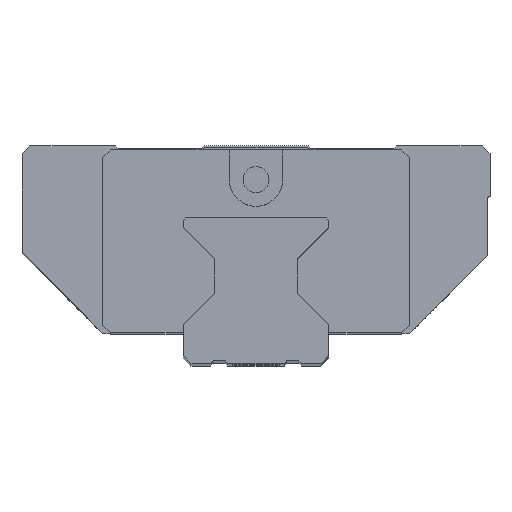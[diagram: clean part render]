
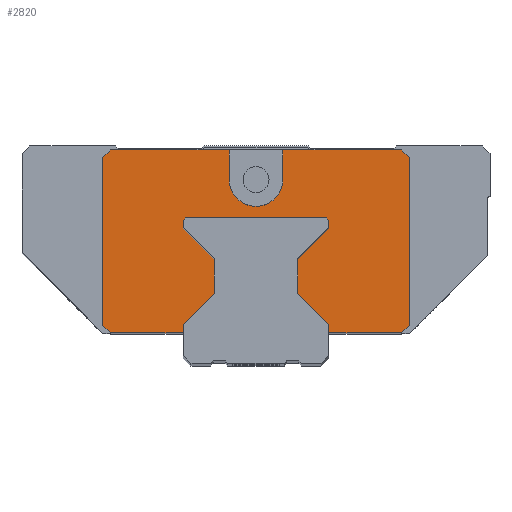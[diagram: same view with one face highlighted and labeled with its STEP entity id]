
A CAD part, top view. The second image highlights one B-rep face of the part: STEP entity #2820.
In plain terms, the highlighted planar face has unit normal (0, 0, 1).
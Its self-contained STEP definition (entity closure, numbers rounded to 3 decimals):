
#445=DIRECTION('',(0.,-1.,0.));
#446=VECTOR('',#445,5.7);
#447=CARTESIAN_POINT('',(-5.15,41.2,65.9));
#448=LINE('',#447,#446);
#449=CARTESIAN_POINT('',(0.,35.5,65.9));
#450=DIRECTION('',(0.,0.,1.));
#451=DIRECTION('',(-1.,0.,0.));
#452=AXIS2_PLACEMENT_3D('',#449,#450,#451);
#454=DIRECTION('',(0.,-1.,0.));
#455=VECTOR('',#454,5.7);
#456=CARTESIAN_POINT('',(5.15,41.2,65.9));
#457=LINE('',#456,#455);
#458=DIRECTION('',(-0.707,0.707,0.));
#459=VECTOR('',#458,2.121);
#460=CARTESIAN_POINT('',(29.5,39.7,65.9));
#461=LINE('',#460,#459);
#462=DIRECTION('',(0.,1.,0.));
#463=VECTOR('',#462,32.2);
#464=CARTESIAN_POINT('',(29.5,7.5,65.9));
#465=LINE('',#464,#463);
#466=DIRECTION('',(0.707,0.707,0.));
#467=VECTOR('',#466,2.121);
#468=CARTESIAN_POINT('',(28.,6.,65.9));
#469=LINE('',#468,#467);
#470=DIRECTION('',(1.,0.,0.));
#471=VECTOR('',#470,14.);
#472=CARTESIAN_POINT('',(14.,6.,65.9));
#473=LINE('',#472,#471);
#474=DIRECTION('',(0.,-1.,0.));
#475=VECTOR('',#474,1.5);
#476=CARTESIAN_POINT('',(14.,7.5,65.9));
#477=LINE('',#476,#475);
#478=DIRECTION('',(0.707,-0.707,0.));
#479=VECTOR('',#478,8.485);
#480=CARTESIAN_POINT('',(8.,13.5,65.9));
#481=LINE('',#480,#479);
#482=DIRECTION('',(0.,-1.,0.));
#483=VECTOR('',#482,6.6);
#484=CARTESIAN_POINT('',(8.,20.1,65.9));
#485=LINE('',#484,#483);
#486=DIRECTION('',(-0.707,-0.707,0.));
#487=VECTOR('',#486,8.485);
#488=CARTESIAN_POINT('',(14.,26.1,65.9));
#489=LINE('',#488,#487);
#490=DIRECTION('',(0.,-1.,0.));
#491=VECTOR('',#490,1.4);
#492=CARTESIAN_POINT('',(14.,27.5,65.9));
#493=LINE('',#492,#491);
#494=DIRECTION('',(0.707,-0.707,0.));
#495=VECTOR('',#494,0.707);
#496=CARTESIAN_POINT('',(13.5,28.,65.9));
#497=LINE('',#496,#495);
#498=DIRECTION('',(1.,0.,0.));
#499=VECTOR('',#498,27.);
#500=CARTESIAN_POINT('',(-13.5,28.,65.9));
#501=LINE('',#500,#499);
#502=DIRECTION('',(0.707,0.707,0.));
#503=VECTOR('',#502,0.707);
#504=CARTESIAN_POINT('',(-14.,27.5,65.9));
#505=LINE('',#504,#503);
#506=DIRECTION('',(0.,1.,0.));
#507=VECTOR('',#506,1.4);
#508=CARTESIAN_POINT('',(-14.,26.1,65.9));
#509=LINE('',#508,#507);
#510=DIRECTION('',(-0.707,0.707,0.));
#511=VECTOR('',#510,8.485);
#512=CARTESIAN_POINT('',(-8.,20.1,65.9));
#513=LINE('',#512,#511);
#514=DIRECTION('',(0.,1.,0.));
#515=VECTOR('',#514,6.6);
#516=CARTESIAN_POINT('',(-8.,13.5,65.9));
#517=LINE('',#516,#515);
#518=DIRECTION('',(0.707,0.707,0.));
#519=VECTOR('',#518,8.485);
#520=CARTESIAN_POINT('',(-14.,7.5,65.9));
#521=LINE('',#520,#519);
#522=DIRECTION('',(0.,1.,0.));
#523=VECTOR('',#522,1.5);
#524=CARTESIAN_POINT('',(-14.,6.,65.9));
#525=LINE('',#524,#523);
#526=DIRECTION('',(1.,0.,0.));
#527=VECTOR('',#526,14.);
#528=CARTESIAN_POINT('',(-28.,6.,65.9));
#529=LINE('',#528,#527);
#530=DIRECTION('',(0.707,-0.707,0.));
#531=VECTOR('',#530,2.121);
#532=CARTESIAN_POINT('',(-29.5,7.5,65.9));
#533=LINE('',#532,#531);
#534=DIRECTION('',(0.,-1.,0.));
#535=VECTOR('',#534,32.2);
#536=CARTESIAN_POINT('',(-29.5,39.7,65.9));
#537=LINE('',#536,#535);
#538=DIRECTION('',(-0.707,-0.707,0.));
#539=VECTOR('',#538,2.121);
#540=CARTESIAN_POINT('',(-28.,41.2,65.9));
#541=LINE('',#540,#539);
#550=DIRECTION('',(-1.,0.,0.));
#551=VECTOR('',#550,22.85);
#552=CARTESIAN_POINT('',(-5.15,41.2,65.9));
#553=LINE('',#552,#551);
#570=DIRECTION('',(-1.,0.,0.));
#571=VECTOR('',#570,22.85);
#572=CARTESIAN_POINT('',(28.,41.2,65.9));
#573=LINE('',#572,#571);
#1733=CARTESIAN_POINT('',(-29.5,7.5,65.9));
#1734=CARTESIAN_POINT('',(-28.,6.,65.9));
#1735=VERTEX_POINT('',#1733);
#1736=VERTEX_POINT('',#1734);
#1737=CARTESIAN_POINT('',(-14.,6.,65.9));
#1738=VERTEX_POINT('',#1737);
#1739=CARTESIAN_POINT('',(-14.,7.5,65.9));
#1740=VERTEX_POINT('',#1739);
#1741=CARTESIAN_POINT('',(-8.,13.5,65.9));
#1742=VERTEX_POINT('',#1741);
#1743=CARTESIAN_POINT('',(-8.,20.1,65.9));
#1744=VERTEX_POINT('',#1743);
#1745=CARTESIAN_POINT('',(-14.,26.1,65.9));
#1746=VERTEX_POINT('',#1745);
#1747=CARTESIAN_POINT('',(-14.,27.5,65.9));
#1748=VERTEX_POINT('',#1747);
#1749=CARTESIAN_POINT('',(-13.5,28.,65.9));
#1750=VERTEX_POINT('',#1749);
#1751=CARTESIAN_POINT('',(13.5,28.,65.9));
#1752=VERTEX_POINT('',#1751);
#1753=CARTESIAN_POINT('',(14.,27.5,65.9));
#1754=VERTEX_POINT('',#1753);
#1755=CARTESIAN_POINT('',(14.,26.1,65.9));
#1756=VERTEX_POINT('',#1755);
#1757=CARTESIAN_POINT('',(8.,20.1,65.9));
#1758=VERTEX_POINT('',#1757);
#1759=CARTESIAN_POINT('',(8.,13.5,65.9));
#1760=VERTEX_POINT('',#1759);
#1761=CARTESIAN_POINT('',(14.,7.5,65.9));
#1762=VERTEX_POINT('',#1761);
#1763=CARTESIAN_POINT('',(14.,6.,65.9));
#1764=VERTEX_POINT('',#1763);
#1765=CARTESIAN_POINT('',(28.,6.,65.9));
#1766=VERTEX_POINT('',#1765);
#1767=CARTESIAN_POINT('',(29.5,7.5,65.9));
#1768=VERTEX_POINT('',#1767);
#1769=CARTESIAN_POINT('',(29.5,39.7,65.9));
#1770=VERTEX_POINT('',#1769);
#1771=CARTESIAN_POINT('',(28.,41.2,65.9));
#1772=VERTEX_POINT('',#1771);
#1773=CARTESIAN_POINT('',(-28.,41.2,65.9));
#1774=CARTESIAN_POINT('',(-29.5,39.7,65.9));
#1775=VERTEX_POINT('',#1773);
#1776=VERTEX_POINT('',#1774);
#2073=CARTESIAN_POINT('',(-5.15,41.2,65.9));
#2074=CARTESIAN_POINT('',(-5.15,35.5,65.9));
#2075=VERTEX_POINT('',#2073);
#2076=VERTEX_POINT('',#2074);
#2077=CARTESIAN_POINT('',(5.15,35.5,65.9));
#2078=VERTEX_POINT('',#2077);
#2079=CARTESIAN_POINT('',(5.15,41.2,65.9));
#2080=VERTEX_POINT('',#2079);
#2765=CARTESIAN_POINT('',(0.,0.,65.9));
#2766=DIRECTION('',(0.,0.,1.));
#2767=DIRECTION('',(1.,0.,0.));
#2768=AXIS2_PLACEMENT_3D('',#2765,#2766,#2767);
#2769=PLANE('',#2768);
#2771=ORIENTED_EDGE('',*,*,#2770,.T.);
#2773=ORIENTED_EDGE('',*,*,#2772,.T.);
#2775=ORIENTED_EDGE('',*,*,#2774,.F.);
#2777=ORIENTED_EDGE('',*,*,#2776,.F.);
#2779=ORIENTED_EDGE('',*,*,#2778,.F.);
#2780=ORIENTED_EDGE('',*,*,#2730,.F.);
#2781=ORIENTED_EDGE('',*,*,#2717,.F.);
#2782=ORIENTED_EDGE('',*,*,#2584,.F.);
#2784=ORIENTED_EDGE('',*,*,#2783,.F.);
#2786=ORIENTED_EDGE('',*,*,#2785,.F.);
#2788=ORIENTED_EDGE('',*,*,#2787,.F.);
#2790=ORIENTED_EDGE('',*,*,#2789,.F.);
#2792=ORIENTED_EDGE('',*,*,#2791,.F.);
#2794=ORIENTED_EDGE('',*,*,#2793,.F.);
#2796=ORIENTED_EDGE('',*,*,#2795,.F.);
#2798=ORIENTED_EDGE('',*,*,#2797,.F.);
#2800=ORIENTED_EDGE('',*,*,#2799,.F.);
#2802=ORIENTED_EDGE('',*,*,#2801,.F.);
#2804=ORIENTED_EDGE('',*,*,#2803,.F.);
#2806=ORIENTED_EDGE('',*,*,#2805,.F.);
#2808=ORIENTED_EDGE('',*,*,#2807,.F.);
#2809=ORIENTED_EDGE('',*,*,#2202,.F.);
#2811=ORIENTED_EDGE('',*,*,#2810,.F.);
#2813=ORIENTED_EDGE('',*,*,#2812,.F.);
#2815=ORIENTED_EDGE('',*,*,#2814,.F.);
#2817=ORIENTED_EDGE('',*,*,#2816,.F.);
#2818=EDGE_LOOP('',(#2771,#2773,#2775,#2777,#2779,#2780,#2781,#2782,#2784,#2786,
#2788,#2790,#2792,#2794,#2796,#2798,#2800,#2802,#2804,#2806,#2808,#2809,#2811,
#2813,#2815,#2817));
#2819=FACE_OUTER_BOUND('',#2818,.F.);
#2820=ADVANCED_FACE('',(#2819),#2769,.T.);
#453=CIRCLE('',#452,5.15);
#2202=EDGE_CURVE('',#1736,#1738,#529,.T.);
#2584=EDGE_CURVE('',#1764,#1766,#473,.T.);
#2717=EDGE_CURVE('',#1766,#1768,#469,.T.);
#2730=EDGE_CURVE('',#1768,#1770,#465,.T.);
#2770=EDGE_CURVE('',#2075,#2076,#448,.T.);
#2772=EDGE_CURVE('',#2076,#2078,#453,.T.);
#2774=EDGE_CURVE('',#2080,#2078,#457,.T.);
#2776=EDGE_CURVE('',#1772,#2080,#573,.T.);
#2778=EDGE_CURVE('',#1770,#1772,#461,.T.);
#2783=EDGE_CURVE('',#1762,#1764,#477,.T.);
#2785=EDGE_CURVE('',#1760,#1762,#481,.T.);
#2787=EDGE_CURVE('',#1758,#1760,#485,.T.);
#2789=EDGE_CURVE('',#1756,#1758,#489,.T.);
#2791=EDGE_CURVE('',#1754,#1756,#493,.T.);
#2793=EDGE_CURVE('',#1752,#1754,#497,.T.);
#2795=EDGE_CURVE('',#1750,#1752,#501,.T.);
#2797=EDGE_CURVE('',#1748,#1750,#505,.T.);
#2799=EDGE_CURVE('',#1746,#1748,#509,.T.);
#2801=EDGE_CURVE('',#1744,#1746,#513,.T.);
#2803=EDGE_CURVE('',#1742,#1744,#517,.T.);
#2805=EDGE_CURVE('',#1740,#1742,#521,.T.);
#2807=EDGE_CURVE('',#1738,#1740,#525,.T.);
#2810=EDGE_CURVE('',#1735,#1736,#533,.T.);
#2812=EDGE_CURVE('',#1776,#1735,#537,.T.);
#2814=EDGE_CURVE('',#1775,#1776,#541,.T.);
#2816=EDGE_CURVE('',#2075,#1775,#553,.T.);
